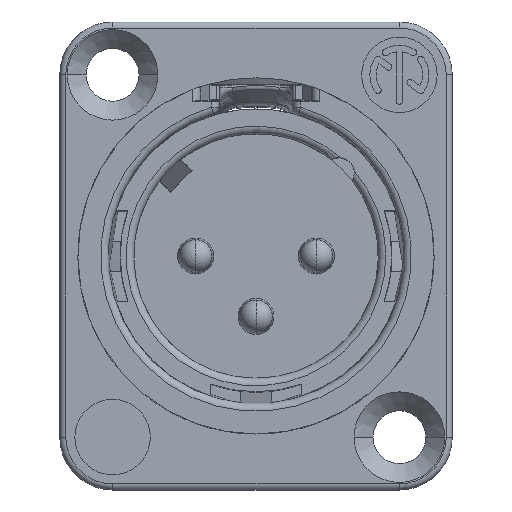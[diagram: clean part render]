
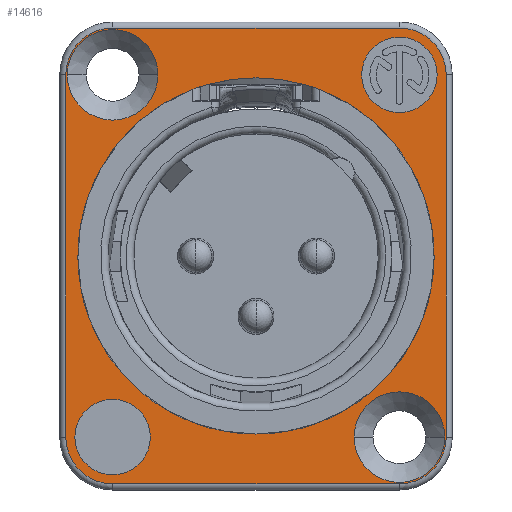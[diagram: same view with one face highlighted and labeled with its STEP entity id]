
A CAD part, top view. The second image highlights one B-rep face of the part: STEP entity #14616.
In plain terms, the highlighted planar face has unit normal (0, 0, 1).
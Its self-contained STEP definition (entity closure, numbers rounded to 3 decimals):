
#1534=CARTESIAN_POINT('',(-9.5,-12.,2.));
#1535=DIRECTION('',(0.,0.,1.));
#1536=DIRECTION('',(-1.,0.,0.));
#1537=AXIS2_PLACEMENT_3D('',#1534,#1535,#1536);
#1549=CARTESIAN_POINT('',(0.,0.,2.));
#1550=DIRECTION('',(0.,0.,1.));
#1551=DIRECTION('',(0.261,0.965,0.));
#1552=AXIS2_PLACEMENT_3D('',#1549,#1550,#1551);
#1554=CARTESIAN_POINT('',(9.5,-12.,2.));
#1555=DIRECTION('',(0.,0.,1.));
#1556=DIRECTION('',(-1.,0.,0.));
#1557=AXIS2_PLACEMENT_3D('',#1554,#1555,#1556);
#1559=CARTESIAN_POINT('',(9.5,-12.,2.));
#1560=DIRECTION('',(0.,0.,1.));
#1561=DIRECTION('',(1.,0.,0.));
#1562=AXIS2_PLACEMENT_3D('',#1559,#1560,#1561);
#1564=CARTESIAN_POINT('',(-9.5,12.,2.));
#1565=DIRECTION('',(0.,0.,1.));
#1566=DIRECTION('',(-1.,0.,0.));
#1567=AXIS2_PLACEMENT_3D('',#1564,#1565,#1566);
#1569=CARTESIAN_POINT('',(-9.5,12.,2.));
#1570=DIRECTION('',(0.,0.,1.));
#1571=DIRECTION('',(1.,0.,0.));
#1572=AXIS2_PLACEMENT_3D('',#1569,#1570,#1571);
#1574=CARTESIAN_POINT('',(9.5,12.,2.));
#1575=DIRECTION('',(0.,0.,1.));
#1576=DIRECTION('',(1.,0.,0.));
#1577=AXIS2_PLACEMENT_3D('',#1574,#1575,#1576);
#1579=CARTESIAN_POINT('',(9.5,12.,2.));
#1580=DIRECTION('',(0.,0.,1.));
#1581=DIRECTION('',(-1.,0.,0.));
#1582=AXIS2_PLACEMENT_3D('',#1579,#1580,#1581);
#1584=CARTESIAN_POINT('',(-9.5,-12.,2.));
#1585=DIRECTION('',(0.,0.,1.));
#1586=DIRECTION('',(1.,0.,0.));
#1587=AXIS2_PLACEMENT_3D('',#1584,#1585,#1586);
#1589=CARTESIAN_POINT('',(-9.5,-12.,2.));
#1590=DIRECTION('',(0.,0.,1.));
#1591=DIRECTION('',(-1.,0.,0.));
#1592=AXIS2_PLACEMENT_3D('',#1589,#1590,#1591);
#4511=CARTESIAN_POINT('',(3.078,11.391,2.));
#4513=CARTESIAN_POINT('',(0.,0.,2.));
#4514=DIRECTION('',(0.,0.,-1.));
#4515=DIRECTION('',(0.261,0.965,0.));
#4516=AXIS2_PLACEMENT_3D('',#4513,#4514,#4515);
#4539=CARTESIAN_POINT('',(-3.078,11.391,2.));
#8524=DIRECTION('',(0.,-1.,0.));
#8525=VECTOR('',#8524,24.);
#8526=CARTESIAN_POINT('',(-12.6,12.,2.));
#8527=LINE('',#8526,#8525);
#8545=CARTESIAN_POINT('',(-9.5,12.,2.));
#8546=DIRECTION('',(0.,0.,1.));
#8547=DIRECTION('',(0.,1.,0.));
#8548=AXIS2_PLACEMENT_3D('',#8545,#8546,#8547);
#8560=DIRECTION('',(-1.,0.,0.));
#8561=VECTOR('',#8560,19.);
#8562=CARTESIAN_POINT('',(9.5,15.1,2.));
#8563=LINE('',#8562,#8561);
#8581=CARTESIAN_POINT('',(9.5,12.,2.));
#8582=DIRECTION('',(0.,0.,1.));
#8583=DIRECTION('',(1.,0.,0.));
#8584=AXIS2_PLACEMENT_3D('',#8581,#8582,#8583);
#8596=DIRECTION('',(0.,1.,0.));
#8597=VECTOR('',#8596,24.);
#8598=CARTESIAN_POINT('',(12.6,-12.,2.));
#8599=LINE('',#8598,#8597);
#8617=CARTESIAN_POINT('',(9.5,-12.,2.));
#8618=DIRECTION('',(0.,0.,1.));
#8619=DIRECTION('',(0.,-1.,0.));
#8620=AXIS2_PLACEMENT_3D('',#8617,#8618,#8619);
#8632=DIRECTION('',(1.,0.,0.));
#8633=VECTOR('',#8632,19.);
#8634=CARTESIAN_POINT('',(-9.5,-15.1,2.));
#8635=LINE('',#8634,#8633);
#11034=VERTEX_POINT('',#4511);
#11038=VERTEX_POINT('',#4539);
#11051=CARTESIAN_POINT('',(6.5,-12.,2.));
#11052=CARTESIAN_POINT('',(12.5,-12.,2.));
#11053=VERTEX_POINT('',#11051);
#11054=VERTEX_POINT('',#11052);
#11067=CARTESIAN_POINT('',(-12.5,12.,2.));
#11068=CARTESIAN_POINT('',(-6.5,12.,2.));
#11069=VERTEX_POINT('',#11067);
#11070=VERTEX_POINT('',#11068);
#11079=CARTESIAN_POINT('',(12.,12.,2.));
#11080=CARTESIAN_POINT('',(7.,12.,2.));
#11081=VERTEX_POINT('',#11079);
#11082=VERTEX_POINT('',#11080);
#11083=CARTESIAN_POINT('',(-7.,-12.,2.));
#11084=CARTESIAN_POINT('',(-12.,-12.,2.));
#11085=VERTEX_POINT('',#11083);
#11086=VERTEX_POINT('',#11084);
#12411=CARTESIAN_POINT('',(-12.6,12.,2.));
#12412=CARTESIAN_POINT('',(-12.6,-12.,2.));
#12413=VERTEX_POINT('',#12411);
#12414=VERTEX_POINT('',#12412);
#12419=CARTESIAN_POINT('',(-9.5,-15.1,2.));
#12420=VERTEX_POINT('',#12419);
#12423=CARTESIAN_POINT('',(9.5,-15.1,2.));
#12424=VERTEX_POINT('',#12423);
#12427=CARTESIAN_POINT('',(12.6,-12.,2.));
#12428=VERTEX_POINT('',#12427);
#12431=CARTESIAN_POINT('',(12.6,12.,2.));
#12432=VERTEX_POINT('',#12431);
#12435=CARTESIAN_POINT('',(9.5,15.1,2.));
#12436=VERTEX_POINT('',#12435);
#12439=CARTESIAN_POINT('',(-9.5,15.1,2.));
#12440=VERTEX_POINT('',#12439);
#14564=CARTESIAN_POINT('',(0.,0.,2.));
#14565=DIRECTION('',(0.,0.,1.));
#14566=DIRECTION('',(1.,0.,0.));
#14567=AXIS2_PLACEMENT_3D('',#14564,#14565,#14566);
#14568=PLANE('',#14567);
#14570=ORIENTED_EDGE('',*,*,#14569,.F.);
#14572=ORIENTED_EDGE('',*,*,#14571,.F.);
#14574=ORIENTED_EDGE('',*,*,#14573,.F.);
#14576=ORIENTED_EDGE('',*,*,#14575,.F.);
#14578=ORIENTED_EDGE('',*,*,#14577,.F.);
#14580=ORIENTED_EDGE('',*,*,#14579,.F.);
#14582=ORIENTED_EDGE('',*,*,#14581,.F.);
#14583=ORIENTED_EDGE('',*,*,#14554,.F.);
#14584=EDGE_LOOP('',(#14570,#14572,#14574,#14576,#14578,#14580,#14582,#14583));
#14585=FACE_OUTER_BOUND('',#14584,.F.);
#14587=ORIENTED_EDGE('',*,*,#14586,.T.);
#14589=ORIENTED_EDGE('',*,*,#14588,.T.);
#14590=EDGE_LOOP('',(#14587,#14589));
#14591=FACE_BOUND('',#14590,.F.);
#14593=ORIENTED_EDGE('',*,*,#14592,.T.);
#14595=ORIENTED_EDGE('',*,*,#14594,.T.);
#14596=EDGE_LOOP('',(#14593,#14595));
#14597=FACE_BOUND('',#14596,.F.);
#14599=ORIENTED_EDGE('',*,*,#14598,.T.);
#14601=ORIENTED_EDGE('',*,*,#14600,.T.);
#14602=EDGE_LOOP('',(#14599,#14601));
#14603=FACE_BOUND('',#14602,.F.);
#14605=ORIENTED_EDGE('',*,*,#14604,.T.);
#14607=ORIENTED_EDGE('',*,*,#14606,.T.);
#14608=EDGE_LOOP('',(#14605,#14607));
#14609=FACE_BOUND('',#14608,.F.);
#14611=ORIENTED_EDGE('',*,*,#14610,.T.);
#14613=ORIENTED_EDGE('',*,*,#14612,.F.);
#14614=EDGE_LOOP('',(#14611,#14613));
#14615=FACE_BOUND('',#14614,.F.);
#1538=CIRCLE('',#1537,3.1);
#1553=CIRCLE('',#1552,11.8);
#1558=CIRCLE('',#1557,3.);
#1563=CIRCLE('',#1562,3.);
#1568=CIRCLE('',#1567,3.);
#1573=CIRCLE('',#1572,3.);
#1578=CIRCLE('',#1577,2.5);
#1583=CIRCLE('',#1582,2.5);
#1588=CIRCLE('',#1587,2.5);
#1593=CIRCLE('',#1592,2.5);
#4517=CIRCLE('',#4516,11.8);
#8549=CIRCLE('',#8548,3.1);
#8585=CIRCLE('',#8584,3.1);
#8621=CIRCLE('',#8620,3.1);
#14554=EDGE_CURVE('',#12414,#12420,#1538,.T.);
#14569=EDGE_CURVE('',#12413,#12414,#8527,.T.);
#14571=EDGE_CURVE('',#12440,#12413,#8549,.T.);
#14573=EDGE_CURVE('',#12436,#12440,#8563,.T.);
#14575=EDGE_CURVE('',#12432,#12436,#8585,.T.);
#14577=EDGE_CURVE('',#12428,#12432,#8599,.T.);
#14579=EDGE_CURVE('',#12424,#12428,#8621,.T.);
#14581=EDGE_CURVE('',#12420,#12424,#8635,.T.);
#14586=EDGE_CURVE('',#11053,#11054,#1558,.T.);
#14588=EDGE_CURVE('',#11054,#11053,#1563,.T.);
#14592=EDGE_CURVE('',#11069,#11070,#1568,.T.);
#14594=EDGE_CURVE('',#11070,#11069,#1573,.T.);
#14598=EDGE_CURVE('',#11081,#11082,#1578,.T.);
#14600=EDGE_CURVE('',#11082,#11081,#1583,.T.);
#14604=EDGE_CURVE('',#11085,#11086,#1588,.T.);
#14606=EDGE_CURVE('',#11086,#11085,#1593,.T.);
#14610=EDGE_CURVE('',#11034,#11038,#1553,.T.);
#14612=EDGE_CURVE('',#11034,#11038,#4517,.T.);
#14616=ADVANCED_FACE('',(#14585,#14591,#14597,#14603,#14609,#14615),#14568,.T.);
